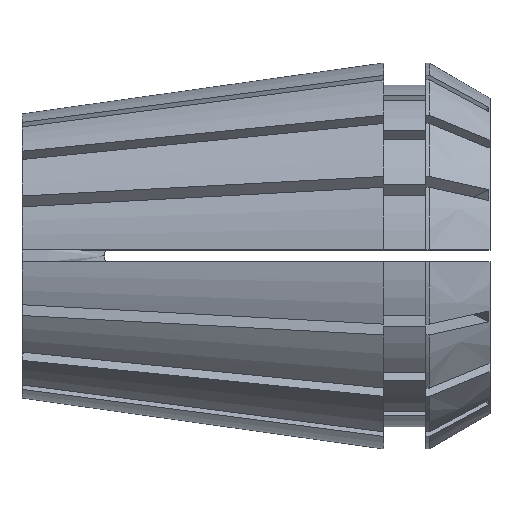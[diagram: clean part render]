
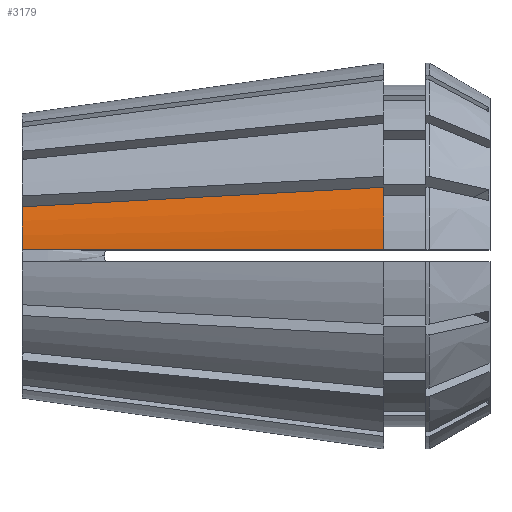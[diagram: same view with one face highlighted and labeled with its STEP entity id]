
A CAD part, top view. The second image highlights one B-rep face of the part: STEP entity #3179.
In plain terms, the highlighted conical face has half-angle 8 degrees and reference radius 16.5 mm.
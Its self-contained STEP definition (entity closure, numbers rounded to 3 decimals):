
#10 = B_SPLINE_CURVE_WITH_KNOTS ( 'NONE', 3,
 ( #2429, #615, #3092, #1591, #4750, #1883, #3327, #76, #5439, #5489 ),
 .UNSPECIFIED., .F., .F.,
 ( 4, 3, 3, 4 ),
 ( 0.064, 0.069, 0.091, 0.095 ),
 .UNSPECIFIED. ) ;
#65 = AXIS2_PLACEMENT_3D ( 'NONE', #5312, #2628, #198 ) ;
#76 = CARTESIAN_POINT ( 'NONE',  ( 2.574, 0.5, 12.509 ) ) ;
#180 = DIRECTION ( 'NONE',  ( -1., 0., 0. ) ) ;
#198 = DIRECTION ( 'NONE',  ( 0., 0., 1. ) ) ;
#319 = CARTESIAN_POINT ( 'NONE',  ( 10.3, 4.741, 12.753 ) ) ;
#440 = CIRCLE ( 'NONE', #65, 12.158 ) ;
#615 = CARTESIAN_POINT ( 'NONE',  ( 29.247, 0.5, 16.26 ) ) ;
#1193 = ORIENTED_EDGE ( 'NONE', *, *, #5245, .T. ) ;
#1476 = EDGE_CURVE ( 'NONE', #3076, #3369, #2107, .T. ) ;
#1591 = CARTESIAN_POINT ( 'NONE',  ( 25.941, 0.5, 15.795 ) ) ;
#1751 = CARTESIAN_POINT ( 'NONE',  ( 30.9, 0., 0. ) ) ;
#1764 = AXIS2_PLACEMENT_3D ( 'NONE', #1751, #5222, #1895 ) ;
#1883 = CARTESIAN_POINT ( 'NONE',  ( 11.221, 0.5, 13.726 ) ) ;
#1895 = DIRECTION ( 'NONE',  ( 0., 0., -1. ) ) ;
#2107 = CIRCLE ( 'NONE', #2586, 16.5 ) ;
#2204 = EDGE_CURVE ( 'NONE', #3076, #5327, #10, .T. ) ;
#2237 = CARTESIAN_POINT ( 'NONE',  ( 30.9, 5.85, 15.429 ) ) ;
#2429 = CARTESIAN_POINT ( 'NONE',  ( 30.9, 0.5, 16.493 ) ) ;
#2575 = CARTESIAN_POINT ( 'NONE',  ( 30.9, 0., 0. ) ) ;
#2586 = AXIS2_PLACEMENT_3D ( 'NONE', #2575, #180, #4213 ) ;
#2628 = DIRECTION ( 'NONE',  ( -1., 0., 0. ) ) ;
#2653 = VERTEX_POINT ( 'NONE', #3680 ) ;
#2765 = CARTESIAN_POINT ( 'NONE',  ( 20.6, 5.295, 14.091 ) ) ;
#2771 = B_SPLINE_CURVE_WITH_KNOTS ( 'NONE', 3,
 ( #4119, #2765, #319, #3248 ),
 .UNSPECIFIED., .F., .F.,
 ( 4, 4 ),
 ( 0., 0.031 ),
 .UNSPECIFIED. ) ;
#2862 = ORIENTED_EDGE ( 'NONE', *, *, #2204, .F. ) ;
#2865 = CARTESIAN_POINT ( 'NONE',  ( 30.9, 0.5, 16.493 ) ) ;
#3076 = VERTEX_POINT ( 'NONE', #2865 ) ;
#3092 = CARTESIAN_POINT ( 'NONE',  ( 27.594, 0.5, 16.028 ) ) ;
#3179 = ADVANCED_FACE ( 'NONE', ( #3820 ), #4839, .T. ) ;
#3248 = CARTESIAN_POINT ( 'NONE',  ( 0., 4.187, 11.414 ) ) ;
#3327 = CARTESIAN_POINT ( 'NONE',  ( 3.861, 0.5, 12.69 ) ) ;
#3369 = VERTEX_POINT ( 'NONE', #2237 ) ;
#3680 = CARTESIAN_POINT ( 'NONE',  ( 0., 4.187, 11.414 ) ) ;
#3796 = ORIENTED_EDGE ( 'NONE', *, *, #1476, .T. ) ;
#3820 = FACE_OUTER_BOUND ( 'NONE', #5020, .T. ) ;
#4119 = CARTESIAN_POINT ( 'NONE',  ( 30.9, 5.85, 15.429 ) ) ;
#4171 = CARTESIAN_POINT ( 'NONE',  ( 0., 0.5, 12.147 ) ) ;
#4213 = DIRECTION ( 'NONE',  ( 0., 0., 1. ) ) ;
#4750 = CARTESIAN_POINT ( 'NONE',  ( 18.581, 0.5, 14.761 ) ) ;
#4816 = EDGE_CURVE ( 'NONE', #5327, #2653, #440, .T. ) ;
#4839 = CONICAL_SURFACE ( 'NONE', #1764, 16.5, 0.14 ) ;
#4959 = ORIENTED_EDGE ( 'NONE', *, *, #4816, .F. ) ;
#5020 = EDGE_LOOP ( 'NONE', ( #3796, #1193, #4959, #2862 ) ) ;
#5222 = DIRECTION ( 'NONE',  ( 1., 0., 0. ) ) ;
#5245 = EDGE_CURVE ( 'NONE', #3369, #2653, #2771, .T. ) ;
#5312 = CARTESIAN_POINT ( 'NONE',  ( 0., 0., 0. ) ) ;
#5327 = VERTEX_POINT ( 'NONE', #4171 ) ;
#5439 = CARTESIAN_POINT ( 'NONE',  ( 1.287, 0.5, 12.328 ) ) ;
#5489 = CARTESIAN_POINT ( 'NONE',  ( 0., 0.5, 12.147 ) ) ;
